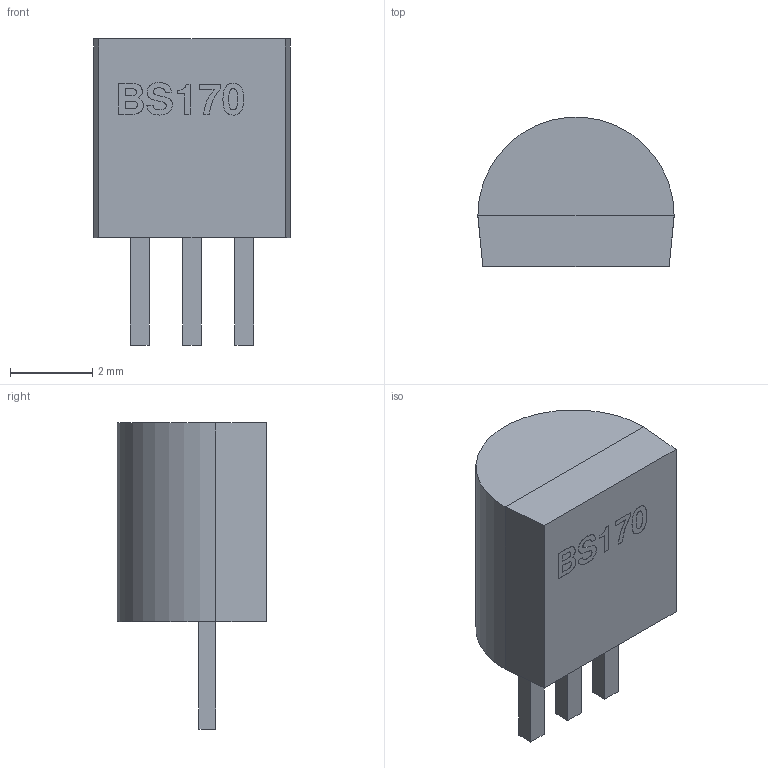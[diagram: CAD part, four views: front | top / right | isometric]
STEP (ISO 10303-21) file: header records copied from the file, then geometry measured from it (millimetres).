
FILE_DESCRIPTION(('FreeCAD Model'),'2;1');
FILE_NAME('ON_Semi_BS170.step','2019-07-21T01:58:50',('Author'),(''), 'Open CASCADE STEP processor 7.3','FreeCAD','Unknown');
FILE_SCHEMA(('AUTOMOTIVE_DESIGN { 1 0 10303 214 1 1 1 1 }'));
Length unit declared in the file: millimetre
Products named in the file (1): BS170
Bounding box: 4.76 x 3.62 x 7.42 mm (x, y, z)
Volume: 72.2 mm3; surface area: 112.9 mm2
Topology: 1 solids, 1 shells, 125 faces, 335 edges, 220 vertices
Faces by surface type: extrusion 70, plane 54, cylinder 1
Entity records: 4839 total; most frequent: CARTESIAN_POINT 1101, ORIENTED_EDGE 670, DIRECTION 379, EDGE_CURVE 335, VECTOR 263, VERTEX_POINT 220, B_SPLINE_CURVE_WITH_KNOTS 210, LINE 193
